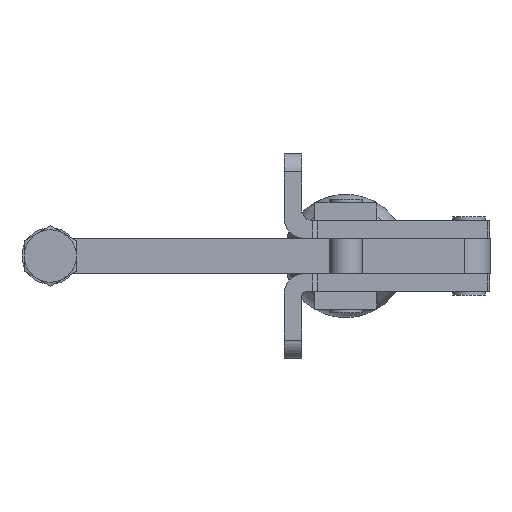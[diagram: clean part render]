
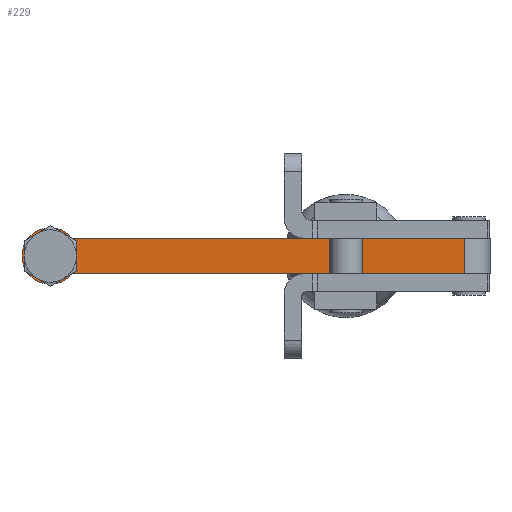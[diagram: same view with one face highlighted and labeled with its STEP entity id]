
A CAD part, front view. The second image highlights one B-rep face of the part: STEP entity #229.
In plain terms, the highlighted planar face has unit normal (0, -1, 0).
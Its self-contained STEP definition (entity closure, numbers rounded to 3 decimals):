
#229 = ADVANCED_FACE( '', ( #632, #633 ), #634, .T. );
#632 = FACE_OUTER_BOUND( '', #1143, .T. );
#633 = FACE_BOUND( '', #1144, .T. );
#634 = PLANE( '', #1145 );
#1143 = EDGE_LOOP( '', ( #2508, #2509, #2510, #2511, #2512, #2513, #2514, #2515, #2516 ) );
#1144 = EDGE_LOOP( '', ( #2517, #2518, #2519, #2520, #2521, #2522 ) );
#1145 = AXIS2_PLACEMENT_3D( '', #2523, #2524, #2525 );
#2508 = ORIENTED_EDGE( '', *, *, #3266, .F. );
#2509 = ORIENTED_EDGE( '', *, *, #3626, .T. );
#2510 = ORIENTED_EDGE( '', *, *, #3627, .F. );
#2511 = ORIENTED_EDGE( '', *, *, #3628, .F. );
#2512 = ORIENTED_EDGE( '', *, *, #3629, .F. );
#2513 = ORIENTED_EDGE( '', *, *, #3630, .F. );
#2514 = ORIENTED_EDGE( '', *, *, #3631, .F. );
#2515 = ORIENTED_EDGE( '', *, *, #3622, .F. );
#2516 = ORIENTED_EDGE( '', *, *, #3620, .F. );
#2517 = ORIENTED_EDGE( '', *, *, #3572, .T. );
#2518 = ORIENTED_EDGE( '', *, *, #3573, .T. );
#2519 = ORIENTED_EDGE( '', *, *, #3568, .T. );
#2520 = ORIENTED_EDGE( '', *, *, #3569, .T. );
#2521 = ORIENTED_EDGE( '', *, *, #3570, .T. );
#2522 = ORIENTED_EDGE( '', *, *, #3571, .T. );
#2523 = CARTESIAN_POINT( '', ( 0., 81., 4.41 ) );
#2524 = DIRECTION( '', ( 0., -1., 0. ) );
#2525 = DIRECTION( '', ( -1., 0., 0. ) );
#3266 = EDGE_CURVE( '', #3909, #3905, #3911, .T. );
#3568 = EDGE_CURVE( '', #4384, #4363, #4418, .T. );
#3569 = EDGE_CURVE( '', #4363, #4394, #4419, .T. );
#3570 = EDGE_CURVE( '', #4394, #4403, #4420, .T. );
#3571 = EDGE_CURVE( '', #4403, #4409, #4421, .T. );
#3572 = EDGE_CURVE( '', #4409, #4375, #4422, .T. );
#3573 = EDGE_CURVE( '', #4375, #4384, #4423, .T. );
#3620 = EDGE_CURVE( '', #3905, #4494, #4495, .T. );
#3622 = EDGE_CURVE( '', #4494, #4497, #4498, .T. );
#3626 = EDGE_CURVE( '', #3909, #4504, #4505, .T. );
#3627 = EDGE_CURVE( '', #4506, #4504, #4507, .T. );
#3628 = EDGE_CURVE( '', #4508, #4506, #4509, .T. );
#3629 = EDGE_CURVE( '', #4510, #4508, #4511, .T. );
#3630 = EDGE_CURVE( '', #4512, #4510, #4513, .T. );
#3631 = EDGE_CURVE( '', #4497, #4512, #4514, .T. );
#3905 = VERTEX_POINT( '', #4906 );
#3909 = VERTEX_POINT( '', #4911 );
#3911 = CIRCLE( '', #4914, 7. );
#4363 = VERTEX_POINT( '', #5708 );
#4375 = VERTEX_POINT( '', #5758 );
#4384 = VERTEX_POINT( '', #5804 );
#4394 = VERTEX_POINT( '', #5860 );
#4403 = VERTEX_POINT( '', #5906 );
#4409 = VERTEX_POINT( '', #5948 );
#4418 = CIRCLE( '', #5975, 6.5 );
#4419 = CIRCLE( '', #5976, 6.5 );
#4420 = CIRCLE( '', #5977, 6.5 );
#4421 = CIRCLE( '', #5978, 6.5 );
#4422 = CIRCLE( '', #5979, 6.5 );
#4423 = CIRCLE( '', #5980, 6.5 );
#4494 = VERTEX_POINT( '', #6273 );
#4495 = CIRCLE( '', #6274, 7. );
#4497 = VERTEX_POINT( '', #6277 );
#4498 = LINE( '', #6278, #6279 );
#4504 = VERTEX_POINT( '', #6286 );
#4505 = LINE( '', #6287, #6288 );
#4506 = VERTEX_POINT( '', #6289 );
#4507 = LINE( '', #6290, #6291 );
#4508 = VERTEX_POINT( '', #6292 );
#4509 = LINE( '', #6293, #6294 );
#4510 = VERTEX_POINT( '', #6295 );
#4511 = LINE( '', #6296, #6297 );
#4512 = VERTEX_POINT( '', #6298 );
#4513 = LINE( '', #6299, #6300 );
#4514 = LINE( '', #6301, #6302 );
#4906 = CARTESIAN_POINT( '', ( -7., 81., 0. ) );
#4911 = CARTESIAN_POINT( '', ( 5.436, 81., -4.41 ) );
#4914 = AXIS2_PLACEMENT_3D( '', #6851, #6852, #6853 );
#5708 = CARTESIAN_POINT( '', ( 6.5, 81., 0. ) );
#5758 = CARTESIAN_POINT( '', ( -3.25, 81., 5.629 ) );
#5804 = CARTESIAN_POINT( '', ( 3.25, 81., 5.629 ) );
#5860 = CARTESIAN_POINT( '', ( 3.25, 81., -5.629 ) );
#5906 = CARTESIAN_POINT( '', ( -3.25, 81., -5.629 ) );
#5948 = CARTESIAN_POINT( '', ( -6.5, 81., 0. ) );
#5975 = AXIS2_PLACEMENT_3D( '', #7369, #7370, #7371 );
#5976 = AXIS2_PLACEMENT_3D( '', #7372, #7373, #7374 );
#5977 = AXIS2_PLACEMENT_3D( '', #7375, #7376, #7377 );
#5978 = AXIS2_PLACEMENT_3D( '', #7378, #7379, #7380 );
#5979 = AXIS2_PLACEMENT_3D( '', #7381, #7382, #7383 );
#5980 = AXIS2_PLACEMENT_3D( '', #7384, #7385, #7386 );
#6273 = CARTESIAN_POINT( '', ( 5.436, 81., 4.41 ) );
#6274 = AXIS2_PLACEMENT_3D( '', #7441, #7442, #7443 );
#6277 = CARTESIAN_POINT( '', ( 82.029, 81., 4.41 ) );
#6278 = CARTESIAN_POINT( '', ( 0., 81., 4.41 ) );
#6279 = VECTOR( '', #7445, 1. );
#6286 = CARTESIAN_POINT( '', ( 82.029, 81., -4.41 ) );
#6287 = CARTESIAN_POINT( '', ( 0., 81., -4.41 ) );
#6288 = VECTOR( '', #7453, 1. );
#6289 = CARTESIAN_POINT( '', ( 82.029, 81., -4.39 ) );
#6290 = CARTESIAN_POINT( '', ( 82.029, 81., 6.605 ) );
#6291 = VECTOR( '', #7454, 1. );
#6292 = CARTESIAN_POINT( '', ( 102.65, 81., -4.39 ) );
#6293 = CARTESIAN_POINT( '', ( 54.5, 81., -4.39 ) );
#6294 = VECTOR( '', #7455, 1. );
#6295 = CARTESIAN_POINT( '', ( 102.65, 81., 4.39 ) );
#6296 = CARTESIAN_POINT( '', ( 102.65, 81., 4.41 ) );
#6297 = VECTOR( '', #7456, 1. );
#6298 = CARTESIAN_POINT( '', ( 82.029, 81., 4.39 ) );
#6299 = CARTESIAN_POINT( '', ( 31.55, 81., 4.39 ) );
#6300 = VECTOR( '', #7457, 1. );
#6301 = CARTESIAN_POINT( '', ( 82.029, 81., 6.605 ) );
#6302 = VECTOR( '', #7458, 1. );
#6851 = CARTESIAN_POINT( '', ( 0., 81., 0. ) );
#6852 = DIRECTION( '', ( 0., 1., 0. ) );
#6853 = DIRECTION( '', ( 1., 0., 0. ) );
#7369 = CARTESIAN_POINT( '', ( 0., 81., 0. ) );
#7370 = DIRECTION( '', ( 0., 1., 0. ) );
#7371 = DIRECTION( '', ( 1., 0., 0. ) );
#7372 = CARTESIAN_POINT( '', ( 0., 81., 0. ) );
#7373 = DIRECTION( '', ( 0., 1., 0. ) );
#7374 = DIRECTION( '', ( 1., 0., 0. ) );
#7375 = CARTESIAN_POINT( '', ( 0., 81., 0. ) );
#7376 = DIRECTION( '', ( 0., 1., 0. ) );
#7377 = DIRECTION( '', ( 1., 0., 0. ) );
#7378 = CARTESIAN_POINT( '', ( 0., 81., 0. ) );
#7379 = DIRECTION( '', ( 0., 1., 0. ) );
#7380 = DIRECTION( '', ( 1., 0., 0. ) );
#7381 = CARTESIAN_POINT( '', ( 0., 81., 0. ) );
#7382 = DIRECTION( '', ( 0., 1., 0. ) );
#7383 = DIRECTION( '', ( 1., 0., 0. ) );
#7384 = CARTESIAN_POINT( '', ( 0., 81., 0. ) );
#7385 = DIRECTION( '', ( 0., 1., 0. ) );
#7386 = DIRECTION( '', ( 1., 0., 0. ) );
#7441 = CARTESIAN_POINT( '', ( 0., 81., 0. ) );
#7442 = DIRECTION( '', ( 0., 1., 0. ) );
#7443 = DIRECTION( '', ( 1., 0., 0. ) );
#7445 = DIRECTION( '', ( 1., 0., 0. ) );
#7453 = DIRECTION( '', ( 1., 0., 0. ) );
#7454 = DIRECTION( '', ( 0., 0., -1. ) );
#7455 = DIRECTION( '', ( -1., 0., 0. ) );
#7456 = DIRECTION( '', ( 0., 0., -1. ) );
#7457 = DIRECTION( '', ( 1., 0., 0. ) );
#7458 = DIRECTION( '', ( 0., 0., -1. ) );
